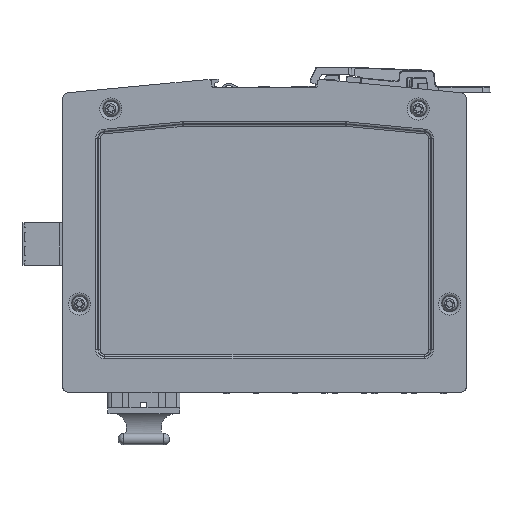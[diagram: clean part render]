
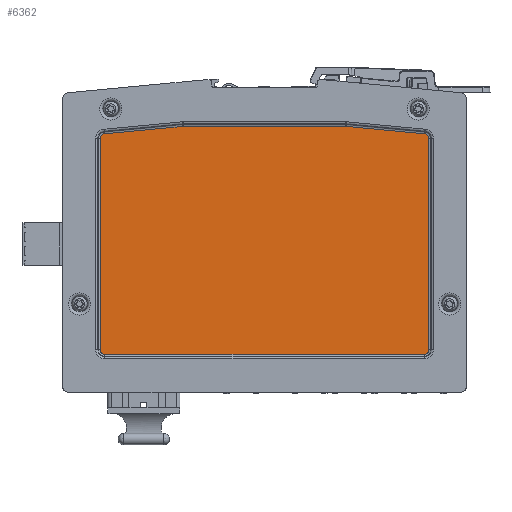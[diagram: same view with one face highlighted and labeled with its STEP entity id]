
A CAD part, top view. The second image highlights one B-rep face of the part: STEP entity #6362.
In plain terms, the highlighted planar face has unit normal (0, 0, 1).
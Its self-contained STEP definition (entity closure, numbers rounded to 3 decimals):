
#3838=CIRCLE('',#53404,1.586);
#3840=CIRCLE('',#53407,1.586);
#3845=CIRCLE('',#53415,1.586);
#3847=CIRCLE('',#53418,1.586);
#3852=CIRCLE('',#53426,1.586);
#3854=CIRCLE('',#53429,1.586);
#6362=ADVANCED_FACE('',(#10341),#8205,.T.);
#8205=PLANE('',#53438);
#10341=FACE_OUTER_BOUND('',#13301,.T.);
#13301=EDGE_LOOP('',(#25444,#25445,#25446,#25447,#25448,#25449,#25450,#25451,
#25452,#25453,#25454,#25455));
#25444=ORIENTED_EDGE('',*,*,#39419,.F.);
#25445=ORIENTED_EDGE('',*,*,#39423,.F.);
#25446=ORIENTED_EDGE('',*,*,#39428,.F.);
#25447=ORIENTED_EDGE('',*,*,#39433,.F.);
#25448=ORIENTED_EDGE('',*,*,#39438,.F.);
#25449=ORIENTED_EDGE('',*,*,#39443,.F.);
#25450=ORIENTED_EDGE('',*,*,#39445,.F.);
#25451=ORIENTED_EDGE('',*,*,#39441,.F.);
#25452=ORIENTED_EDGE('',*,*,#39436,.F.);
#25453=ORIENTED_EDGE('',*,*,#39431,.F.);
#25454=ORIENTED_EDGE('',*,*,#39426,.F.);
#25455=ORIENTED_EDGE('',*,*,#39421,.F.);
#32696=VERTEX_POINT('',#99290);
#32697=VERTEX_POINT('',#99292);
#32698=VERTEX_POINT('',#99296);
#32700=VERTEX_POINT('',#99301);
#32701=VERTEX_POINT('',#99306);
#32703=VERTEX_POINT('',#99311);
#32704=VERTEX_POINT('',#99316);
#32706=VERTEX_POINT('',#99321);
#32707=VERTEX_POINT('',#99326);
#32709=VERTEX_POINT('',#99331);
#32710=VERTEX_POINT('',#99336);
#32712=VERTEX_POINT('',#99341);
#39419=EDGE_CURVE('',#32697,#32696,#44746,.T.);
#39421=EDGE_CURVE('',#32696,#32698,#3838,.T.);
#39423=EDGE_CURVE('',#32700,#32697,#3840,.T.);
#39426=EDGE_CURVE('',#32698,#32701,#44747,.T.);
#39428=EDGE_CURVE('',#32703,#32700,#44748,.T.);
#39431=EDGE_CURVE('',#32701,#32704,#3845,.T.);
#39433=EDGE_CURVE('',#32706,#32703,#3847,.T.);
#39436=EDGE_CURVE('',#32704,#32707,#44750,.T.);
#39438=EDGE_CURVE('',#32709,#32706,#44751,.T.);
#39441=EDGE_CURVE('',#32707,#32710,#3852,.T.);
#39443=EDGE_CURVE('',#32712,#32709,#3854,.T.);
#39445=EDGE_CURVE('',#32710,#32712,#44753,.T.);
#44746=LINE('',#99293,#49596);
#44747=LINE('',#99307,#49597);
#44748=LINE('',#99312,#49598);
#44750=LINE('',#99327,#49600);
#44751=LINE('',#99332,#49601);
#44753=LINE('',#99345,#49603);
#49596=VECTOR('',#64420,1.);
#49597=VECTOR('',#64439,1.);
#49598=VECTOR('',#64444,1.);
#49600=VECTOR('',#64464,1.);
#49601=VECTOR('',#64469,1.);
#49603=VECTOR('',#64487,1.);
#53404=AXIS2_PLACEMENT_3D('',#99297,#64425,#64426);
#53407=AXIS2_PLACEMENT_3D('',#99302,#64431,#64432);
#53415=AXIS2_PLACEMENT_3D('',#99317,#64450,#64451);
#53418=AXIS2_PLACEMENT_3D('',#99322,#64456,#64457);
#53426=AXIS2_PLACEMENT_3D('',#99337,#64475,#64476);
#53429=AXIS2_PLACEMENT_3D('',#99342,#64481,#64482);
#53438=AXIS2_PLACEMENT_3D('',#99358,#64506,#64507);
#64420=DIRECTION('',(0.,-1.,0.));
#64425=DIRECTION('',(0.,0.,-1.));
#64426=DIRECTION('',(0.707,-0.707,0.));
#64431=DIRECTION('',(0.,0.,-1.));
#64432=DIRECTION('',(0.74,0.673,0.));
#64439=DIRECTION('',(-1.,0.,0.));
#64444=DIRECTION('',(0.996,-0.094,0.));
#64450=DIRECTION('',(0.,0.,-1.));
#64451=DIRECTION('',(-0.707,-0.707,0.));
#64456=DIRECTION('',(0.,0.,-1.));
#64457=DIRECTION('',(0.047,0.999,0.));
#64464=DIRECTION('',(0.,1.,0.));
#64469=DIRECTION('',(1.,0.,0.));
#64475=DIRECTION('',(0.,0.,-1.));
#64476=DIRECTION('',(-0.74,0.673,0.));
#64481=DIRECTION('',(0.,0.,-1.));
#64482=DIRECTION('',(-0.047,0.999,0.));
#64487=DIRECTION('',(0.996,0.094,0.));
#64506=DIRECTION('',(0.,0.,1.));
#64507=DIRECTION('',(1.,0.,0.));
#99290=CARTESIAN_POINT('',(57.686,-38.1,23.2));
#99292=CARTESIAN_POINT('',(57.686,36.188,23.2));
#99293=CARTESIAN_POINT('',(57.686,36.188,23.2));
#99296=CARTESIAN_POINT('',(56.1,-39.686,23.2));
#99297=CARTESIAN_POINT('',(56.1,-38.1,23.2));
#99301=CARTESIAN_POINT('',(56.249,37.767,23.2));
#99302=CARTESIAN_POINT('',(56.1,36.188,23.2));
#99306=CARTESIAN_POINT('',(-56.1,-39.686,23.2));
#99307=CARTESIAN_POINT('',(56.1,-39.686,23.2));
#99311=CARTESIAN_POINT('',(28.62,40.379,23.2));
#99312=CARTESIAN_POINT('',(28.62,40.379,23.2));
#99316=CARTESIAN_POINT('',(-57.686,-38.1,23.2));
#99317=CARTESIAN_POINT('',(-56.1,-38.1,23.2));
#99321=CARTESIAN_POINT('',(28.47,40.386,23.2));
#99322=CARTESIAN_POINT('',(28.47,38.8,23.2));
#99326=CARTESIAN_POINT('',(-57.686,36.188,23.2));
#99327=CARTESIAN_POINT('',(-57.686,-38.1,23.2));
#99331=CARTESIAN_POINT('',(-28.47,40.386,23.2));
#99332=CARTESIAN_POINT('',(-28.47,40.386,23.2));
#99336=CARTESIAN_POINT('',(-56.249,37.767,23.2));
#99337=CARTESIAN_POINT('',(-56.1,36.188,23.2));
#99341=CARTESIAN_POINT('',(-28.62,40.379,23.2));
#99342=CARTESIAN_POINT('',(-28.47,38.8,23.2));
#99345=CARTESIAN_POINT('',(-56.249,37.767,23.2));
#99358=CARTESIAN_POINT('',(0.,-0.396,23.2));
